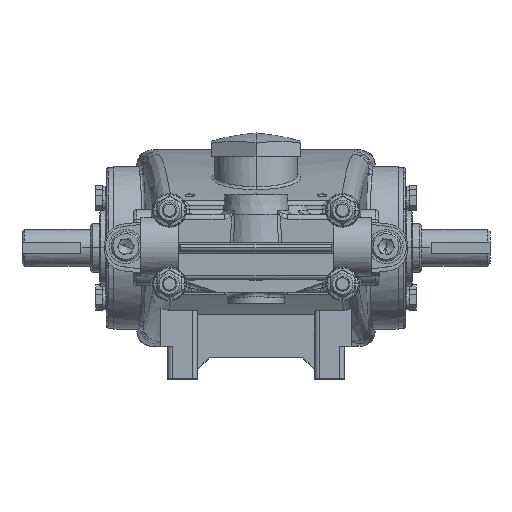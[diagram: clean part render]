
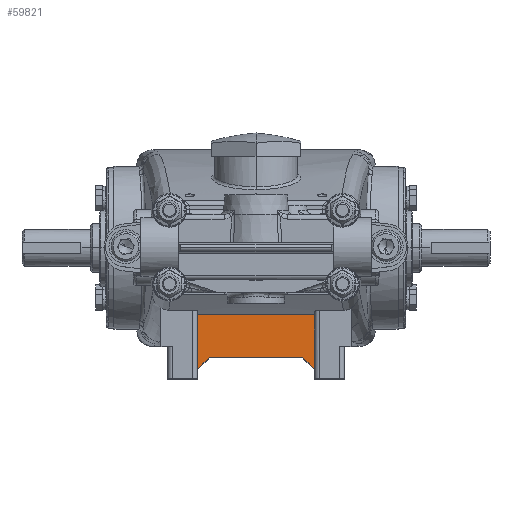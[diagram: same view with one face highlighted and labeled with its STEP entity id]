
A CAD part, top view. The second image highlights one B-rep face of the part: STEP entity #59821.
In plain terms, the highlighted planar face has unit normal (0, 0, 1).
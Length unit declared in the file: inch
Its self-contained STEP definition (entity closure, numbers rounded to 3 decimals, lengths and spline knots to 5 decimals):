
#52091 = DIRECTION ( 'NONE',  ( 1., 0., 0. ) ) ;
#52092 = VECTOR ( 'NONE', #52091, 39.37008 ) ;
#52094 = CARTESIAN_POINT ( 'NONE',  ( 2.15, -1.43218, 4.085 ) ) ;
#52095 = LINE ( 'NONE', #52094, #52092 ) ;
#52133 = CARTESIAN_POINT ( 'NONE',  ( 1.25, -1.43218, 4.085 ) ) ;
#52260 = CARTESIAN_POINT ( 'NONE',  ( -1.25, -1.43218, 4.085 ) ) ;
#56360 = EDGE_CURVE ( 'NONE', #56532, #56384, #52095, .T. ) ;
#56384 = VERTEX_POINT ( 'NONE', #52133 ) ;
#56532 = VERTEX_POINT ( 'NONE', #52260 ) ;
#58109 = EDGE_CURVE ( 'NONE', #58111, #56532, #60034, .T. ) ;
#58111 = VERTEX_POINT ( 'NONE', #60220 ) ;
#58212 = VERTEX_POINT ( 'NONE', #60436 ) ;
#58435 = EDGE_CURVE ( 'NONE', #58212, #56384, #60778, .T. ) ;
#59564 = EDGE_CURVE ( 'NONE', #58212, #59615, #60470, .T. ) ;
#59608 = EDGE_LOOP ( 'NONE', ( #59710, #59823, #59681, #59717, #59824, #59761 ) ) ;
#59615 = VERTEX_POINT ( 'NONE', #62734 ) ;
#59681 = ORIENTED_EDGE ( 'NONE', *, *, #56360, .F. ) ;
#59683 = EDGE_CURVE ( 'NONE', #59826, #58111, #62804, .T. ) ;
#59692 = EDGE_CURVE ( 'NONE', #59615, #59826, #62786, .T. ) ;
#59710 = ORIENTED_EDGE ( 'NONE', *, *, #59564, .F. ) ;
#59717 = ORIENTED_EDGE ( 'NONE', *, *, #58109, .F. ) ;
#59761 = ORIENTED_EDGE ( 'NONE', *, *, #59692, .F. ) ;
#59821 = ADVANCED_FACE ( 'NONE', ( #62957 ), #62978, .T. ) ;
#59823 = ORIENTED_EDGE ( 'NONE', *, *, #58435, .T. ) ;
#59824 = ORIENTED_EDGE ( 'NONE', *, *, #59683, .F. ) ;
#59826 = VERTEX_POINT ( 'NONE', #62976 ) ;
#60034 = LINE ( 'NONE', #60211, #60206 ) ;
#60206 = VECTOR ( 'NONE', #60209, 39.37008 ) ;
#60209 = DIRECTION ( 'NONE',  ( 0., 1., 0. ) ) ;
#60211 = CARTESIAN_POINT ( 'NONE',  ( -1.25, -2.8, 4.085 ) ) ;
#60220 = CARTESIAN_POINT ( 'NONE',  ( -1.25, -2.60259, 4.085 ) ) ;
#60436 = CARTESIAN_POINT ( 'NONE',  ( 1.25, -2.60259, 4.085 ) ) ;
#60469 = CARTESIAN_POINT ( 'NONE',  ( 1.3487, -2.7013, 4.085 ) ) ;
#60470 = LINE ( 'NONE', #60469, #61077 ) ;
#60774 = DIRECTION ( 'NONE',  ( 0., 1., 0. ) ) ;
#60776 = VECTOR ( 'NONE', #60774, 39.37008 ) ;
#60777 = CARTESIAN_POINT ( 'NONE',  ( 1.25, -2.8, 4.085 ) ) ;
#60778 = LINE ( 'NONE', #60777, #60776 ) ;
#61049 = DIRECTION ( 'NONE',  ( -0.707, 0.707, 0. ) ) ;
#61077 = VECTOR ( 'NONE', #61049, 39.37008 ) ;
#62734 = CARTESIAN_POINT ( 'NONE',  ( 0.99741, -2.35, 4.085 ) ) ;
#62785 = CARTESIAN_POINT ( 'NONE',  ( 1.25, -2.35, 4.085 ) ) ;
#62786 = LINE ( 'NONE', #62785, #62832 ) ;
#62788 = DIRECTION ( 'NONE',  ( -0.707, -0.707, 0. ) ) ;
#62789 = VECTOR ( 'NONE', #62788, 39.37008 ) ;
#62790 = CARTESIAN_POINT ( 'NONE',  ( -0.0987, -1.4513, 4.085 ) ) ;
#62804 = LINE ( 'NONE', #62790, #62789 ) ;
#62831 = DIRECTION ( 'NONE',  ( -1., 0., 0. ) ) ;
#62832 = VECTOR ( 'NONE', #62831, 39.37008 ) ;
#62947 = DIRECTION ( 'NONE',  ( 0., 0., 1. ) ) ;
#62957 = FACE_OUTER_BOUND ( 'NONE', #59608, .T. ) ;
#62976 = CARTESIAN_POINT ( 'NONE',  ( -0.99741, -2.35, 4.085 ) ) ;
#62977 = DIRECTION ( 'NONE',  ( 1., 0., 0. ) ) ;
#62978 = PLANE ( 'NONE',  #62980 ) ;
#62980 = AXIS2_PLACEMENT_3D ( 'NONE', #62995, #62947, #62977 ) ;
#62995 = CARTESIAN_POINT ( 'NONE',  ( 1.25, -2.8, 4.085 ) ) ;
